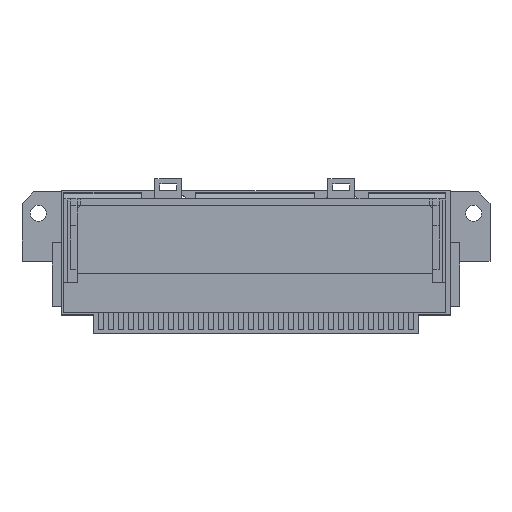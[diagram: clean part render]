
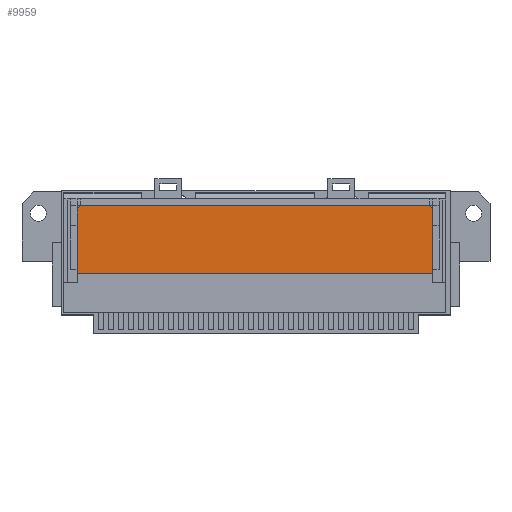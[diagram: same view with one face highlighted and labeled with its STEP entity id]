
A CAD part, top view. The second image highlights one B-rep face of the part: STEP entity #9959.
In plain terms, the highlighted planar face has unit normal (0, 0, 1).
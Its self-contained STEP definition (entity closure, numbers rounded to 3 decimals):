
#4662 = VERTEX_POINT('',#4663);
#4663 = CARTESIAN_POINT('',(-26.,-3.1,7.));
#4669 = EDGE_CURVE('',#4670,#4662,#4672,.T.);
#4670 = VERTEX_POINT('',#4671);
#4671 = CARTESIAN_POINT('',(27.,-3.1,7.));
#4672 = LINE('',#4673,#4674);
#4673 = CARTESIAN_POINT('',(-28.25,-3.1,7.));
#4674 = VECTOR('',#4675,1.);
#4675 = DIRECTION('',(-1.,0.,0.));
#4708 = VERTEX_POINT('',#4709);
#4709 = CARTESIAN_POINT('',(27.,6.5,7.));
#4715 = EDGE_CURVE('',#4670,#4708,#4716,.T.);
#4716 = LINE('',#4717,#4718);
#4717 = CARTESIAN_POINT('',(27.,-6.75,7.));
#4718 = VECTOR('',#4719,1.);
#4719 = DIRECTION('',(0.,1.,0.));
#4774 = VERTEX_POINT('',#4775);
#4775 = CARTESIAN_POINT('',(-26.,6.5,7.));
#4781 = EDGE_CURVE('',#4662,#4774,#4782,.T.);
#4782 = LINE('',#4783,#4784);
#4783 = CARTESIAN_POINT('',(-26.,-6.75,7.));
#4784 = VECTOR('',#4785,1.);
#4785 = DIRECTION('',(0.,1.,0.));
#9959 = ADVANCED_FACE('',(#9960),#9987,.T.);
#9960 = FACE_BOUND('',#9961,.T.);
#9961 = EDGE_LOOP('',(#9962,#9963,#9964,#9965,#9973,#9981));
#9962 = ORIENTED_EDGE('',*,*,#4781,.F.);
#9963 = ORIENTED_EDGE('',*,*,#4669,.F.);
#9964 = ORIENTED_EDGE('',*,*,#4715,.T.);
#9965 = ORIENTED_EDGE('',*,*,#9966,.T.);
#9966 = EDGE_CURVE('',#4708,#9967,#9969,.T.);
#9967 = VERTEX_POINT('',#9968);
#9968 = CARTESIAN_POINT('',(26.5,7.,7.));
#9969 = LINE('',#9970,#9971);
#9970 = CARTESIAN_POINT('',(16.875,16.625,7.));
#9971 = VECTOR('',#9972,1.);
#9972 = DIRECTION('',(-0.707,0.707,0.));
#9973 = ORIENTED_EDGE('',*,*,#9974,.T.);
#9974 = EDGE_CURVE('',#9967,#9975,#9977,.T.);
#9975 = VERTEX_POINT('',#9976);
#9976 = CARTESIAN_POINT('',(-25.5,7.,7.));
#9977 = LINE('',#9978,#9979);
#9978 = CARTESIAN_POINT('',(-27.5,7.,7.));
#9979 = VECTOR('',#9980,1.);
#9980 = DIRECTION('',(-1.,0.,0.));
#9981 = ORIENTED_EDGE('',*,*,#9982,.T.);
#9982 = EDGE_CURVE('',#9975,#4774,#9983,.T.);
#9983 = LINE('',#9984,#9985);
#9984 = CARTESIAN_POINT('',(-30.375,2.125,7.));
#9985 = VECTOR('',#9986,1.);
#9986 = DIRECTION('',(-0.707,-0.707,0.));
#9987 = PLANE('',#9988);
#9988 = AXIS2_PLACEMENT_3D('',#9989,#9990,#9991);
#9989 = CARTESIAN_POINT('',(-28.,-9.,7.));
#9990 = DIRECTION('',(0.,0.,1.));
#9991 = DIRECTION('',(1.,0.,0.));
